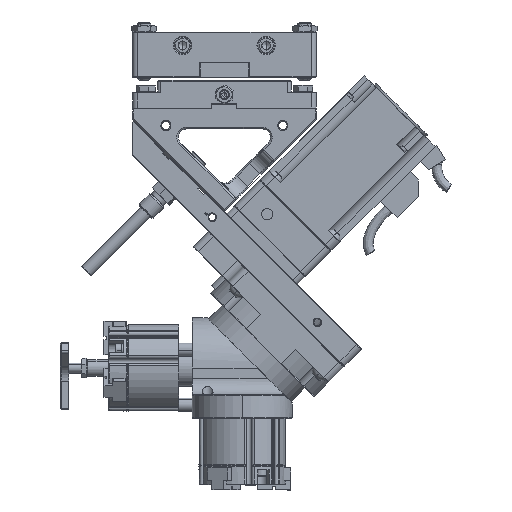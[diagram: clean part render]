
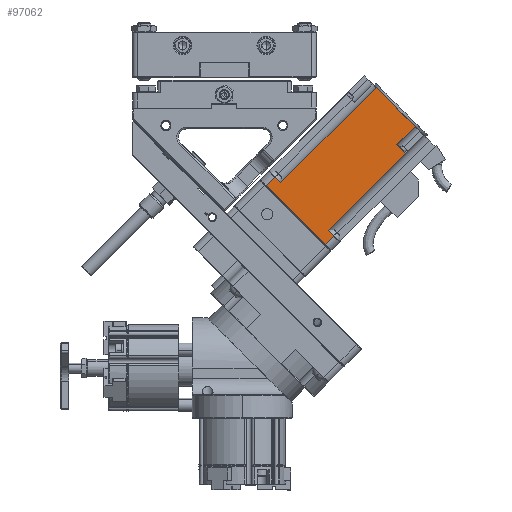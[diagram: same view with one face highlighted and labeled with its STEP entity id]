
A CAD part, front view. The second image highlights one B-rep face of the part: STEP entity #97062.
In plain terms, the highlighted planar face has unit normal (0, -1, 0).
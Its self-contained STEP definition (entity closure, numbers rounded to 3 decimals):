
#2526 = ORIENTED_EDGE ( 'NONE', *, *, #63048, .F. ) ;
#3804 = DIRECTION ( 'NONE',  ( 0.707, 0., -0.707 ) ) ;
#4044 = DIRECTION ( 'NONE',  ( 0.707, 0., -0.707 ) ) ;
#5884 = LINE ( 'NONE', #105908, #28611 ) ;
#7391 = EDGE_CURVE ( 'NONE', #35411, #65556, #58814, .T. ) ;
#8108 = VECTOR ( 'NONE', #63210, 1000. ) ;
#9395 = CARTESIAN_POINT ( 'NONE',  ( -100.927, -525.176, 638.915 ) ) ;
#11317 = EDGE_CURVE ( 'NONE', #49811, #26734, #66362, .T. ) ;
#12336 = CARTESIAN_POINT ( 'NONE',  ( -141.586, -525.176, 668.967 ) ) ;
#12776 = AXIS2_PLACEMENT_3D ( 'NONE', #12336, #97687, #46633 ) ;
#13527 = ORIENTED_EDGE ( 'NONE', *, *, #21509, .T. ) ;
#14346 = DIRECTION ( 'NONE',  ( -0.707, 0., 0.707 ) ) ;
#16044 = ORIENTED_EDGE ( 'NONE', *, *, #11317, .F. ) ;
#20206 = CARTESIAN_POINT ( 'NONE',  ( -102.695, -525.176, 630.076 ) ) ;
#21362 = VECTOR ( 'NONE', #35337, 1000. ) ;
#21509 = EDGE_CURVE ( 'NONE', #108117, #26734, #76269, .T. ) ;
#22093 = CARTESIAN_POINT ( 'NONE',  ( -136.283, -525.176, 674.27 ) ) ;
#25067 = LINE ( 'NONE', #74805, #42437 ) ;
#26734 = VERTEX_POINT ( 'NONE', #48695 ) ;
#28611 = VECTOR ( 'NONE', #4044, 1000. ) ;
#29154 = ORIENTED_EDGE ( 'NONE', *, *, #57698, .F. ) ;
#30950 = ORIENTED_EDGE ( 'NONE', *, *, #107272, .T. ) ;
#33198 = EDGE_CURVE ( 'NONE', #65556, #58596, #33342, .T. ) ;
#33342 = LINE ( 'NONE', #100356, #76134 ) ;
#34716 = EDGE_LOOP ( 'NONE', ( #2526, #38614, #41593, #80961, #29154, #13527, #16044, #30950, #110247, #95876 ) ) ;
#34952 = CARTESIAN_POINT ( 'NONE',  ( -59.703, -525.176, 690.039 ) ) ;
#35291 = LINE ( 'NONE', #22093, #78104 ) ;
#35337 = DIRECTION ( 'NONE',  ( 0.707, 0., 0.707 ) ) ;
#35411 = VERTEX_POINT ( 'NONE', #60606 ) ;
#36134 = VECTOR ( 'NONE', #43988, 1000. ) ;
#38039 = PLANE ( 'NONE',  #12776 ) ;
#38614 = ORIENTED_EDGE ( 'NONE', *, *, #45443, .T. ) ;
#41593 = ORIENTED_EDGE ( 'NONE', *, *, #7391, .T. ) ;
#42437 = VECTOR ( 'NONE', #110593, 1000. ) ;
#43988 = DIRECTION ( 'NONE',  ( -0.707, 0., 0.707 ) ) ;
#45443 = EDGE_CURVE ( 'NONE', #92766, #35411, #84110, .T. ) ;
#46633 = DIRECTION ( 'NONE',  ( 0.707, 0., 0.707 ) ) ;
#48273 = EDGE_CURVE ( 'NONE', #79848, #96698, #35291, .T. ) ;
#48695 = CARTESIAN_POINT ( 'NONE',  ( -138.05, -525.176, 665.432 ) ) ;
#48915 = VECTOR ( 'NONE', #49962, 1000. ) ;
#49811 = VERTEX_POINT ( 'NONE', #20206 ) ;
#49962 = DIRECTION ( 'NONE',  ( 0.707, 0., 0.707 ) ) ;
#51007 = CARTESIAN_POINT ( 'NONE',  ( -132.747, -525.176, 670.735 ) ) ;
#56976 = LINE ( 'NONE', #101035, #48915 ) ;
#57698 = EDGE_CURVE ( 'NONE', #108117, #58596, #5884, .T. ) ;
#57920 = DIRECTION ( 'NONE',  ( -0.707, 0., -0.707 ) ) ;
#58596 = VERTEX_POINT ( 'NONE', #87334 ) ;
#58814 = LINE ( 'NONE', #97359, #36134 ) ;
#59545 = VERTEX_POINT ( 'NONE', #68685 ) ;
#60606 = CARTESIAN_POINT ( 'NONE',  ( -48.743, -525.176, 700.999 ) ) ;
#63048 = EDGE_CURVE ( 'NONE', #92766, #59545, #86758, .T. ) ;
#63210 = DIRECTION ( 'NONE',  ( -0.707, 0., -0.707 ) ) ;
#63530 = CARTESIAN_POINT ( 'NONE',  ( -59.703, -525.176, 690.039 ) ) ;
#64072 = VECTOR ( 'NONE', #3804, 1000. ) ;
#65462 = CARTESIAN_POINT ( 'NONE',  ( -141.586, -525.176, 668.967 ) ) ;
#65556 = VERTEX_POINT ( 'NONE', #109141 ) ;
#66362 = LINE ( 'NONE', #65462, #109084 ) ;
#68685 = CARTESIAN_POINT ( 'NONE',  ( -54.753, -525.176, 685.089 ) ) ;
#69341 = EDGE_CURVE ( 'NONE', #79848, #59545, #56976, .T. ) ;
#70147 = CARTESIAN_POINT ( 'NONE',  ( -59.703, -525.176, 690.039 ) ) ;
#74805 = CARTESIAN_POINT ( 'NONE',  ( -102.695, -525.176, 630.076 ) ) ;
#75472 = CARTESIAN_POINT ( 'NONE',  ( -97.392, -525.176, 635.38 ) ) ;
#76134 = VECTOR ( 'NONE', #57920, 1000. ) ;
#76269 = LINE ( 'NONE', #80393, #8108 ) ;
#78104 = VECTOR ( 'NONE', #81842, 1000. ) ;
#79848 = VERTEX_POINT ( 'NONE', #9395 ) ;
#80393 = CARTESIAN_POINT ( 'NONE',  ( -138.05, -525.176, 665.432 ) ) ;
#80961 = ORIENTED_EDGE ( 'NONE', *, *, #33198, .T. ) ;
#81842 = DIRECTION ( 'NONE',  ( 0.707, 0., -0.707 ) ) ;
#84110 = LINE ( 'NONE', #34952, #21362 ) ;
#86758 = LINE ( 'NONE', #63530, #64072 ) ;
#87334 = CARTESIAN_POINT ( 'NONE',  ( -129.212, -525.176, 667.199 ) ) ;
#92766 = VERTEX_POINT ( 'NONE', #70147 ) ;
#95876 = ORIENTED_EDGE ( 'NONE', *, *, #69341, .T. ) ;
#96698 = VERTEX_POINT ( 'NONE', #75472 ) ;
#97062 = ADVANCED_FACE ( 'NONE', ( #107851 ), #38039, .F. ) ;
#97359 = CARTESIAN_POINT ( 'NONE',  ( -79.148, -525.176, 731.405 ) ) ;
#97687 = DIRECTION ( 'NONE',  ( 0., 1., 0. ) ) ;
#100356 = CARTESIAN_POINT ( 'NONE',  ( -134.515, -525.176, 661.896 ) ) ;
#101035 = CARTESIAN_POINT ( 'NONE',  ( -106.231, -525.176, 633.612 ) ) ;
#105908 = CARTESIAN_POINT ( 'NONE',  ( -136.283, -525.176, 674.27 ) ) ;
#107272 = EDGE_CURVE ( 'NONE', #49811, #96698, #25067, .T. ) ;
#107851 = FACE_OUTER_BOUND ( 'NONE', #34716, .T. ) ;
#108117 = VERTEX_POINT ( 'NONE', #51007 ) ;
#109084 = VECTOR ( 'NONE', #14346, 1000. ) ;
#109141 = CARTESIAN_POINT ( 'NONE',  ( -72.077, -525.176, 724.334 ) ) ;
#110247 = ORIENTED_EDGE ( 'NONE', *, *, #48273, .F. ) ;
#110593 = DIRECTION ( 'NONE',  ( 0.707, 0., 0.707 ) ) ;
